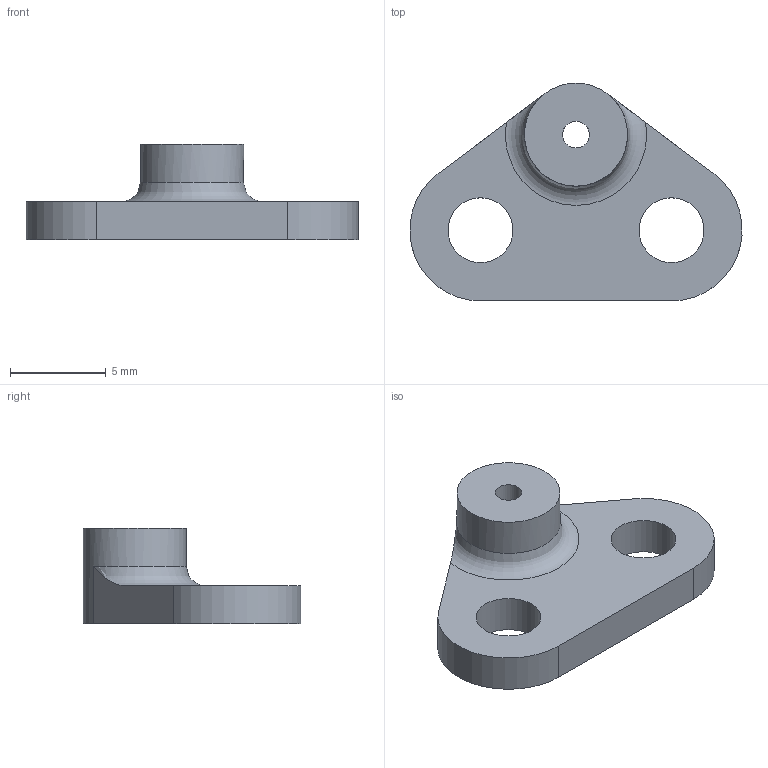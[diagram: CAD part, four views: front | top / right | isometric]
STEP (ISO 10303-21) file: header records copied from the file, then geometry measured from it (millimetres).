
FILE_DESCRIPTION(/* description */ (''),/* implementation_level */ '2;1');
FILE_NAME(/* name */ 'TDL-Carrier.ipt.stp',/* time_stamp */ '2024-09-05T22:25:54+01:00',/* author */ ('thiba'),/* organization */ (''),/* preprocessor_version */ 'ST-DEVELOPER v20',/* originating_system */ 'Autodesk Inventor 2025',/* authorisation */ '');
FILE_SCHEMA (('AUTOMOTIVE_DESIGN { 1 0 10303 214 3 1 1 }'));
Length unit declared in the file: millimetre
Products named in the file (1): TDL-Carrier
Bounding box: 17.38 x 11.4 x 5 mm (x, y, z)
Volume: 318.8 mm3; surface area: 455.2 mm2
Topology: 1 solids, 1 shells, 13 faces, 33 edges, 22 vertices
Faces by surface type: cylinder 6, plane 6, torus 1
Full cylindrical faces by diameter (mm): 1.4 x1, 3.4 x2, 5.4 x1
Entity records: 463 total; most frequent: CARTESIAN_POINT 79, DIRECTION 74, ORIENTED_EDGE 66, EDGE_CURVE 33, AXIS2_PLACEMENT_3D 29, VERTEX_POINT 22, EDGE_LOOP 19, LINE 16
